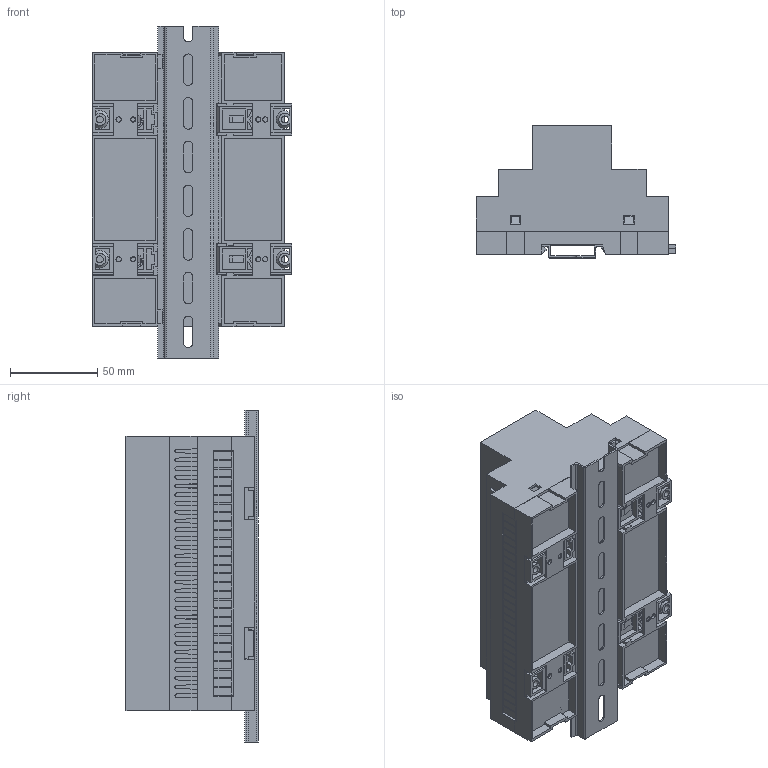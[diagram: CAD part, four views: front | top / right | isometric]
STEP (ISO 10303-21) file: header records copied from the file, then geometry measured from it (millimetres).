
FILE_DESCRIPTION (( 'STEP AP214' ), '1' );
FILE_NAME ('MD-157-02.STEP', '2022-01-24T11:02:42', ( '' ), ( '' ), 'SwSTEP 2.0', 'SolidWorks 2017', '' );
FILE_SCHEMA (( 'AUTOMOTIVE_DESIGN' ));
Length unit declared in the file: millimetre
Products named in the file (25): Base PCB-MDP-157-01; Screw-small; Base plate - MDB-157; Horizontal PCB-157; TopCover - MDC-157 - Opening; Clip-Small; Clip-Big; Euro fixed Terminal-28Way; MD-157-02; Vertical PCB; Rail-35-190mm
Assembly tree (14 placements, depth 2):
  Base PCB-MDP-157-01
  Screw-small
  Base plate - MDB-157
  Clip-Small
  Screw-small
Bounding box: 114.3 x 75.55 x 190 mm (x, y, z)
Volume: 198537.4 mm3; surface area: 257366 mm2
Topology: 14 solids, 14 shells, 3345 faces, 9793 edges, 6421 vertices
Faces by surface type: plane 2494, cylinder 815, cone 30, torus 6
Entity records: 93366 total; most frequent: CARTESIAN_POINT 16371, ORIENTED_EDGE 16364, DIRECTION 15376, EDGE_CURVE 8182, VECTOR 6394, LINE 6394, VERTEX_POINT 5354, AXIS2_PLACEMENT_3D 4491
